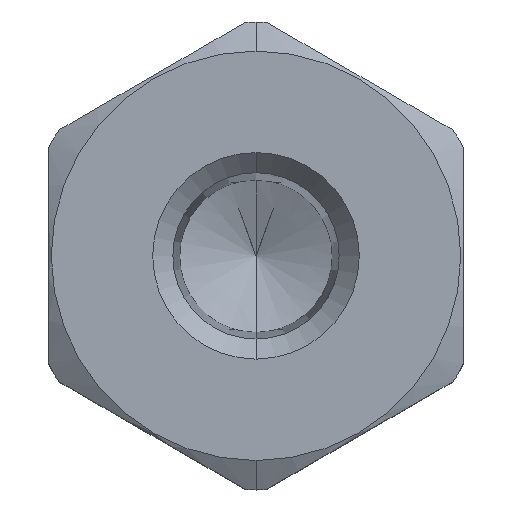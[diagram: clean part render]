
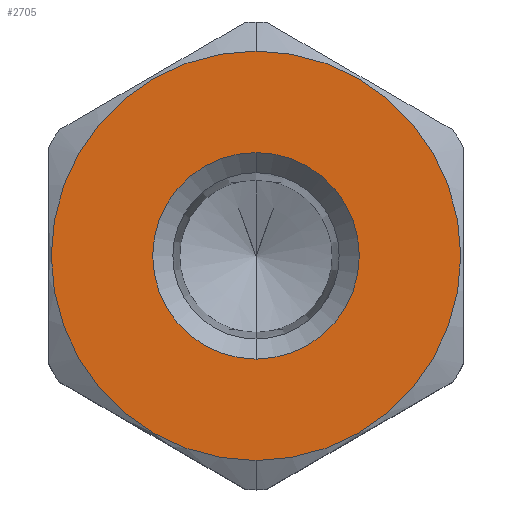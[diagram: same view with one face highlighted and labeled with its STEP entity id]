
A CAD part, top view. The second image highlights one B-rep face of the part: STEP entity #2705.
In plain terms, the highlighted planar face has unit normal (0, 0, 1).
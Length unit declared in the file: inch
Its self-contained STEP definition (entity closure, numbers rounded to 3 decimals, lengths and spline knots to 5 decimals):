
#830=CARTESIAN_POINT('',(0.,0.,2.754));
#831=DIRECTION('',(0.,0.,1.));
#832=DIRECTION('',(0.,-1.,0.));
#833=AXIS2_PLACEMENT_3D('',#830,#831,#832);
#835=CARTESIAN_POINT('',(0.,0.,2.754));
#836=DIRECTION('',(0.,0.,1.));
#837=DIRECTION('',(0.,1.,0.));
#838=AXIS2_PLACEMENT_3D('',#835,#836,#837);
#840=CARTESIAN_POINT('',(0.,0.,2.754));
#841=DIRECTION('',(0.,0.,1.));
#842=DIRECTION('',(0.,-1.,0.));
#843=AXIS2_PLACEMENT_3D('',#840,#841,#842);
#845=CARTESIAN_POINT('',(0.,0.,2.754));
#846=DIRECTION('',(0.,0.,1.));
#847=DIRECTION('',(0.,1.,0.));
#848=AXIS2_PLACEMENT_3D('',#845,#846,#847);
#1594=CARTESIAN_POINT('',(0.,-0.555,2.754));
#1595=CARTESIAN_POINT('',(0.,0.555,2.754));
#1596=VERTEX_POINT('',#1594);
#1597=VERTEX_POINT('',#1595);
#1660=CARTESIAN_POINT('',(0.,-0.28,2.754));
#1661=CARTESIAN_POINT('',(0.,0.28,2.754));
#1662=VERTEX_POINT('',#1660);
#1663=VERTEX_POINT('',#1661);
#2690=CARTESIAN_POINT('',(0.,0.,2.754));
#2691=DIRECTION('',(0.,0.,1.));
#2692=DIRECTION('',(0.,1.,0.));
#2693=AXIS2_PLACEMENT_3D('',#2690,#2691,#2692);
#2694=PLANE('',#2693);
#2695=ORIENTED_EDGE('',*,*,#2523,.F.);
#2696=ORIENTED_EDGE('',*,*,#2681,.F.);
#2697=EDGE_LOOP('',(#2695,#2696));
#2698=FACE_OUTER_BOUND('',#2697,.F.);
#2700=ORIENTED_EDGE('',*,*,#2699,.T.);
#2702=ORIENTED_EDGE('',*,*,#2701,.T.);
#2703=EDGE_LOOP('',(#2700,#2702));
#2704=FACE_BOUND('',#2703,.F.);
#2705=ADVANCED_FACE('',(#2698,#2704),#2694,.T.);
#834=CIRCLE('',#833,0.555);
#839=CIRCLE('',#838,0.555);
#844=CIRCLE('',#843,0.28);
#849=CIRCLE('',#848,0.28);
#2523=EDGE_CURVE('',#1596,#1597,#834,.T.);
#2681=EDGE_CURVE('',#1597,#1596,#839,.T.);
#2699=EDGE_CURVE('',#1662,#1663,#844,.T.);
#2701=EDGE_CURVE('',#1663,#1662,#849,.T.);
